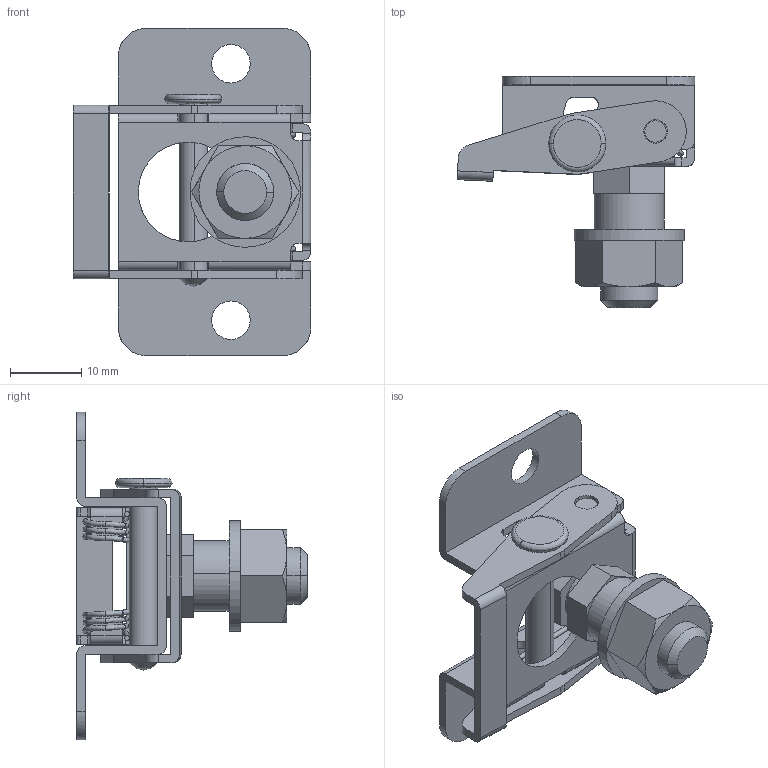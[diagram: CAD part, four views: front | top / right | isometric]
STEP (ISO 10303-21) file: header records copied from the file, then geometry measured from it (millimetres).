
FILE_DESCRIPTION((''),'2;1');
FILE_NAME('','2013-06-19T10:28:36',(''),(''),'','CADfix','');
FILE_SCHEMA(('AUTOMOTIVE_DESIGN { 1 0 10303 214 1 1 1 1 }'));
Length unit declared in the file: millimetre
Bounding box: 33.34 x 32.4 x 46 mm (x, y, z)
Volume: 5603.8 mm3; surface area: 7396.7 mm2
Topology: 5 solids, 5 shells, 290 faces, 808 edges, 535 vertices
Faces by surface type: bspline 290
Entity records: 12394 total; most frequent: CARTESIAN_POINT 7659, ORIENTED_EDGE 1616, EDGE_CURVE 808, VERTEX_POINT 535, QUASI_UNIFORM_CURVE 358, EDGE_LOOP 317, FACE_OUTER_BOUND 290, ADVANCED_FACE 290
